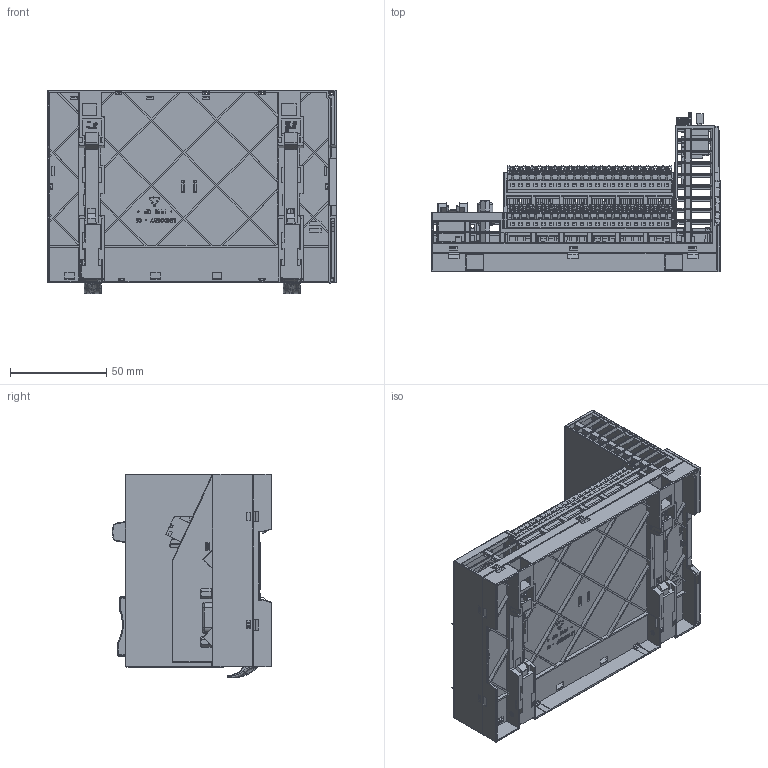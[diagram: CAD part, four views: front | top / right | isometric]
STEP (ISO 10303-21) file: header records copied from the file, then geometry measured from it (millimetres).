
FILE_DESCRIPTION((''),'2;1');
FILE_NAME('SLIO_CPU013C','2015-11-04T',('TReuther'),(''),'PRO/ENGINEER BY PARAMETRIC TECHNOLOGY CORPORATION, 2015280','PRO/ENGINEER BY PARAMETRIC TECHNOLOGY CORPORATION, 2015280','');
FILE_SCHEMA(('CONFIG_CONTROL_DESIGN'));
Products named in the file (1): SLIO_CPU013C
Bounding box: 149.93 x 82.85 x 105.57 mm (x, y, z)
Surface area: 169937.3 mm2 (no closed solid volume)
Topology: 0 solids, 644 shells, 2793 faces, 19925 edges, 17323 vertices
Faces by surface type: plane 1984, cylinder 573, torus 124, bspline 83, cone 25, extrusion 4
Entity records: 201567 total; most frequent: CARTESIAN_POINT 60745, DIRECTION 25812, ORIENTED_EDGE 24724, EDGE_CURVE 19925, VERTEX_POINT 17325, VECTOR 15280, LINE 15276, AXIS2_PLACEMENT_3D 5266
